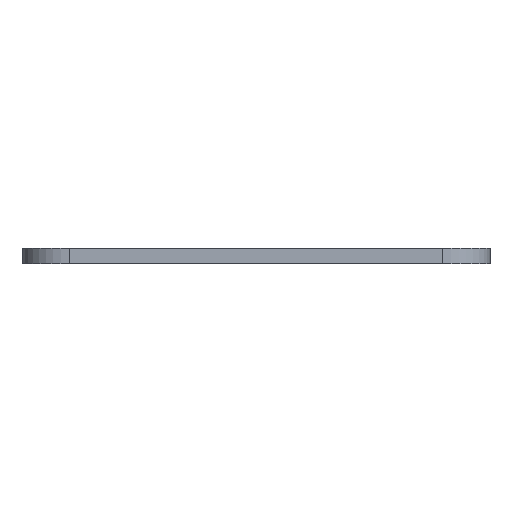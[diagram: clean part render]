
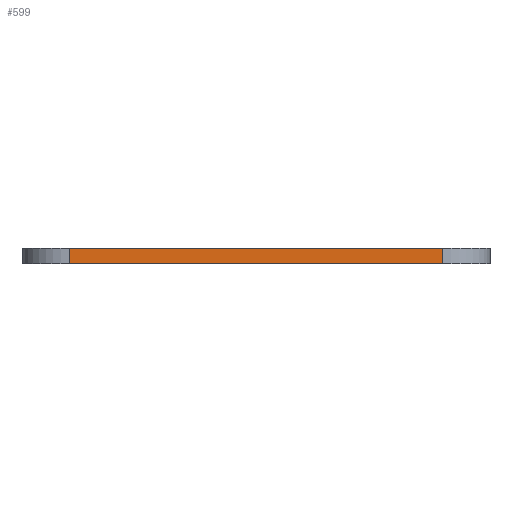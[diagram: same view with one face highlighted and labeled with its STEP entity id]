
A CAD part, left-side view. The second image highlights one B-rep face of the part: STEP entity #599.
In plain terms, the highlighted planar face has unit normal (-1, 0, 0).
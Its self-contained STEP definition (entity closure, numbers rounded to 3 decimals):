
#49 = CARTESIAN_POINT ( 'NONE',  ( -100.25, 27.172, -105.026 ) ) ;
#82 = CARTESIAN_POINT ( 'NONE',  ( -100.25, 27.172, 0. ) ) ;
#108 = VECTOR ( 'NONE', #229, 1000. ) ;
#177 = ORIENTED_EDGE ( 'NONE', *, *, #693, .T. ) ;
#198 = VERTEX_POINT ( 'NONE', #82 ) ;
#205 = DIRECTION ( 'NONE',  ( 0., 0., 1. ) ) ;
#229 = DIRECTION ( 'NONE',  ( 0., 0., 1. ) ) ;
#230 = VECTOR ( 'NONE', #482, 1000. ) ;
#246 = ORIENTED_EDGE ( 'NONE', *, *, #445, .F. ) ;
#261 = CARTESIAN_POINT ( 'NONE',  ( -100.25, 27.172, -105.026 ) ) ;
#262 = EDGE_CURVE ( 'NONE', #411, #535, #404, .T. ) ;
#270 = CARTESIAN_POINT ( 'NONE',  ( -100.25, 2.828, 0. ) ) ;
#292 = CARTESIAN_POINT ( 'NONE',  ( -100.25, 2.828, 1. ) ) ;
#294 = VECTOR ( 'NONE', #765, 1000. ) ;
#329 = PLANE ( 'NONE',  #509 ) ;
#374 = FACE_OUTER_BOUND ( 'NONE', #555, .T. ) ;
#386 = DIRECTION ( 'NONE',  ( 0., -1., 0. ) ) ;
#387 = VECTOR ( 'NONE', #386, 1000. ) ;
#402 = VERTEX_POINT ( 'NONE', #270 ) ;
#404 = LINE ( 'NONE', #576, #387 ) ;
#411 = VERTEX_POINT ( 'NONE', #461 ) ;
#445 = EDGE_CURVE ( 'NONE', #198, #411, #448, .T. ) ;
#448 = LINE ( 'NONE', #49, #108 ) ;
#461 = CARTESIAN_POINT ( 'NONE',  ( -100.25, 27.172, 1. ) ) ;
#465 = LINE ( 'NONE', #761, #294 ) ;
#482 = DIRECTION ( 'NONE',  ( 0., 1., 0. ) ) ;
#491 = EDGE_CURVE ( 'NONE', #402, #198, #724, .T. ) ;
#509 = AXIS2_PLACEMENT_3D ( 'NONE', #261, #580, #205 ) ;
#535 = VERTEX_POINT ( 'NONE', #292 ) ;
#555 = EDGE_LOOP ( 'NONE', ( #716, #177, #680, #246 ) ) ;
#576 = CARTESIAN_POINT ( 'NONE',  ( -100.25, 27.172, 1. ) ) ;
#580 = DIRECTION ( 'NONE',  ( -1., 0., 0. ) ) ;
#599 = ADVANCED_FACE ( 'NONE', ( #374 ), #329, .T. ) ;
#664 = CARTESIAN_POINT ( 'NONE',  ( -100.25, 27.172, 0. ) ) ;
#680 = ORIENTED_EDGE ( 'NONE', *, *, #262, .F. ) ;
#693 = EDGE_CURVE ( 'NONE', #402, #535, #465, .T. ) ;
#716 = ORIENTED_EDGE ( 'NONE', *, *, #491, .F. ) ;
#724 = LINE ( 'NONE', #664, #230 ) ;
#761 = CARTESIAN_POINT ( 'NONE',  ( -100.25, 2.828, -105.026 ) ) ;
#765 = DIRECTION ( 'NONE',  ( 0., 0., 1. ) ) ;
